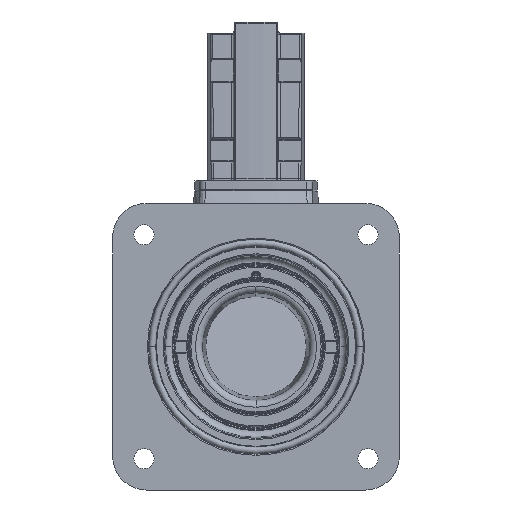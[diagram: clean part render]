
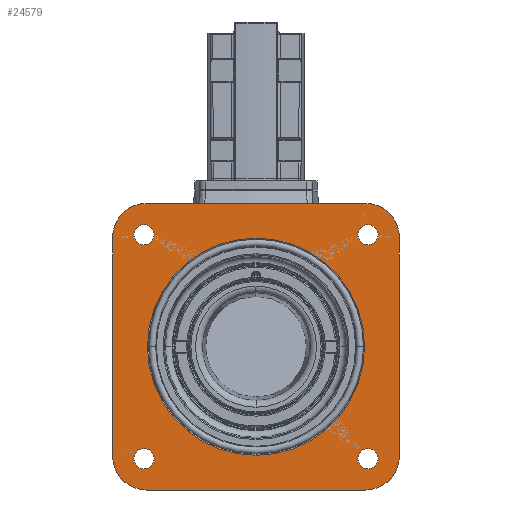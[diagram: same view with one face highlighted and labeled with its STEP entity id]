
A CAD part, front view. The second image highlights one B-rep face of the part: STEP entity #24579.
In plain terms, the highlighted planar face has unit normal (0, -1, 0).
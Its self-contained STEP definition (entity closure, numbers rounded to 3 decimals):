
#21967=CARTESIAN_POINT('',(-50.,0.,50.));
#21968=DIRECTION('',(0.,1.,0.));
#21969=DIRECTION('',(-1.,0.,0.));
#21970=AXIS2_PLACEMENT_3D('',#21967,#21968,#21969);
#21975=CARTESIAN_POINT('',(-50.,0.,50.));
#21976=DIRECTION('',(0.,1.,0.));
#21977=DIRECTION('',(1.,0.,0.));
#21978=AXIS2_PLACEMENT_3D('',#21975,#21976,#21977);
#21983=CARTESIAN_POINT('',(50.,0.,-50.));
#21984=DIRECTION('',(0.,1.,0.));
#21985=DIRECTION('',(-1.,0.,0.));
#21986=AXIS2_PLACEMENT_3D('',#21983,#21984,#21985);
#21991=CARTESIAN_POINT('',(50.,0.,-50.));
#21992=DIRECTION('',(0.,1.,0.));
#21993=DIRECTION('',(1.,0.,0.));
#21994=AXIS2_PLACEMENT_3D('',#21991,#21992,#21993);
#21999=CARTESIAN_POINT('',(-50.,0.,-50.));
#22000=DIRECTION('',(0.,1.,0.));
#22001=DIRECTION('',(-1.,0.,0.));
#22002=AXIS2_PLACEMENT_3D('',#21999,#22000,#22001);
#22007=CARTESIAN_POINT('',(-50.,0.,-50.));
#22008=DIRECTION('',(0.,1.,0.));
#22009=DIRECTION('',(1.,0.,0.));
#22010=AXIS2_PLACEMENT_3D('',#22007,#22008,#22009);
#22015=CARTESIAN_POINT('',(50.,0.,50.));
#22016=DIRECTION('',(0.,1.,0.));
#22017=DIRECTION('',(-1.,0.,0.));
#22018=AXIS2_PLACEMENT_3D('',#22015,#22016,#22017);
#22023=CARTESIAN_POINT('',(50.,0.,50.));
#22024=DIRECTION('',(0.,1.,0.));
#22025=DIRECTION('',(1.,0.,0.));
#22026=AXIS2_PLACEMENT_3D('',#22023,#22024,#22025);
#22031=CARTESIAN_POINT('',(-49.,0.,49.));
#22032=DIRECTION('',(0.,-1.,0.));
#22033=DIRECTION('',(0.,0.,1.));
#22034=AXIS2_PLACEMENT_3D('',#22031,#22032,#22033);
#22039=DIRECTION('',(1.,0.,0.));
#22040=VECTOR('',#22039,98.);
#22041=CARTESIAN_POINT('',(-49.,0.,64.));
#22042=LINE('',#22041,#22040);
#22046=CARTESIAN_POINT('',(49.,0.,49.));
#22047=DIRECTION('',(0.,-1.,0.));
#22048=DIRECTION('',(1.,0.,0.));
#22049=AXIS2_PLACEMENT_3D('',#22046,#22047,#22048);
#22054=DIRECTION('',(0.,0.,-1.));
#22055=VECTOR('',#22054,98.);
#22056=CARTESIAN_POINT('',(64.,0.,49.));
#22057=LINE('',#22056,#22055);
#22061=CARTESIAN_POINT('',(49.,0.,-49.));
#22062=DIRECTION('',(0.,-1.,0.));
#22063=DIRECTION('',(0.,0.,-1.));
#22064=AXIS2_PLACEMENT_3D('',#22061,#22062,#22063);
#22069=DIRECTION('',(-1.,0.,0.));
#22070=VECTOR('',#22069,98.);
#22071=CARTESIAN_POINT('',(49.,0.,-64.));
#22072=LINE('',#22071,#22070);
#22076=CARTESIAN_POINT('',(-49.,0.,-49.));
#22077=DIRECTION('',(0.,-1.,0.));
#22078=DIRECTION('',(-1.,0.,0.));
#22079=AXIS2_PLACEMENT_3D('',#22076,#22077,#22078);
#22084=DIRECTION('',(0.,0.,1.));
#22085=VECTOR('',#22084,98.);
#22086=CARTESIAN_POINT('',(-64.,0.,-49.));
#22087=LINE('',#22086,#22085);
#22107=CARTESIAN_POINT('',(0.,0.,0.));
#22108=DIRECTION('',(0.,1.,0.));
#22109=DIRECTION('',(-1.,0.,0.));
#22110=AXIS2_PLACEMENT_3D('',#22107,#22108,#22109);
#22115=CARTESIAN_POINT('',(0.,0.,0.));
#22116=DIRECTION('',(0.,1.,0.));
#22117=DIRECTION('',(1.,0.,0.));
#22118=AXIS2_PLACEMENT_3D('',#22115,#22116,#22117);
#24240=CARTESIAN_POINT('',(-54.5,0.,50.));
#24241=CARTESIAN_POINT('',(-45.5,0.,50.));
#24242=VERTEX_POINT('',#24240);
#24243=VERTEX_POINT('',#24241);
#24248=CARTESIAN_POINT('',(-49.,0.,64.));
#24249=CARTESIAN_POINT('',(-64.,0.,49.));
#24250=VERTEX_POINT('',#24248);
#24251=VERTEX_POINT('',#24249);
#24252=CARTESIAN_POINT('',(-64.,0.,-49.));
#24253=CARTESIAN_POINT('',(-49.,0.,-64.));
#24254=VERTEX_POINT('',#24252);
#24255=VERTEX_POINT('',#24253);
#24256=CARTESIAN_POINT('',(49.,0.,-64.));
#24257=CARTESIAN_POINT('',(64.,0.,-49.));
#24258=VERTEX_POINT('',#24256);
#24259=VERTEX_POINT('',#24257);
#24260=CARTESIAN_POINT('',(64.,0.,49.));
#24261=CARTESIAN_POINT('',(49.,0.,64.));
#24262=VERTEX_POINT('',#24260);
#24263=VERTEX_POINT('',#24261);
#24336=CARTESIAN_POINT('',(-48.5,0.,0.));
#24337=CARTESIAN_POINT('',(48.5,0.,0.));
#24338=VERTEX_POINT('',#24336);
#24339=VERTEX_POINT('',#24337);
#24378=CARTESIAN_POINT('',(-54.5,0.,-50.));
#24379=CARTESIAN_POINT('',(-45.5,0.,-50.));
#24380=VERTEX_POINT('',#24378);
#24381=VERTEX_POINT('',#24379);
#24394=CARTESIAN_POINT('',(45.5,0.,50.));
#24395=CARTESIAN_POINT('',(54.5,0.,50.));
#24396=VERTEX_POINT('',#24394);
#24397=VERTEX_POINT('',#24395);
#24410=CARTESIAN_POINT('',(45.5,0.,-50.));
#24411=CARTESIAN_POINT('',(54.5,0.,-50.));
#24412=VERTEX_POINT('',#24410);
#24413=VERTEX_POINT('',#24411);
#24526=CARTESIAN_POINT('',(0.,0.,0.));
#24527=DIRECTION('',(0.,1.,0.));
#24528=DIRECTION('',(1.,0.,0.));
#24529=AXIS2_PLACEMENT_3D('',#24526,#24527,#24528);
#24530=PLANE('',#24529);
#24532=ORIENTED_EDGE('',*,*,#24531,.F.);
#24534=ORIENTED_EDGE('',*,*,#24533,.T.);
#24536=ORIENTED_EDGE('',*,*,#24535,.F.);
#24538=ORIENTED_EDGE('',*,*,#24537,.T.);
#24540=ORIENTED_EDGE('',*,*,#24539,.F.);
#24542=ORIENTED_EDGE('',*,*,#24541,.T.);
#24544=ORIENTED_EDGE('',*,*,#24543,.F.);
#24546=ORIENTED_EDGE('',*,*,#24545,.T.);
#24547=EDGE_LOOP('',(#24532,#24534,#24536,#24538,#24540,#24542,#24544,#24546));
#24548=FACE_OUTER_BOUND('',#24547,.F.);
#24550=ORIENTED_EDGE('',*,*,#24549,.F.);
#24552=ORIENTED_EDGE('',*,*,#24551,.F.);
#24553=EDGE_LOOP('',(#24550,#24552));
#24554=FACE_BOUND('',#24553,.F.);
#24556=ORIENTED_EDGE('',*,*,#24555,.F.);
#24558=ORIENTED_EDGE('',*,*,#24557,.F.);
#24559=EDGE_LOOP('',(#24556,#24558));
#24560=FACE_BOUND('',#24559,.F.);
#24562=ORIENTED_EDGE('',*,*,#24561,.F.);
#24564=ORIENTED_EDGE('',*,*,#24563,.F.);
#24565=EDGE_LOOP('',(#24562,#24564));
#24566=FACE_BOUND('',#24565,.F.);
#24568=ORIENTED_EDGE('',*,*,#24567,.F.);
#24570=ORIENTED_EDGE('',*,*,#24569,.F.);
#24571=EDGE_LOOP('',(#24568,#24570));
#24572=FACE_BOUND('',#24571,.F.);
#24574=ORIENTED_EDGE('',*,*,#24573,.F.);
#24576=ORIENTED_EDGE('',*,*,#24575,.F.);
#24577=EDGE_LOOP('',(#24574,#24576));
#24578=FACE_BOUND('',#24577,.F.);
#21971=CIRCLE('',#21970,4.5);
#21979=CIRCLE('',#21978,4.5);
#21987=CIRCLE('',#21986,4.5);
#21995=CIRCLE('',#21994,4.5);
#22003=CIRCLE('',#22002,4.5);
#22011=CIRCLE('',#22010,4.5);
#22019=CIRCLE('',#22018,4.5);
#22027=CIRCLE('',#22026,4.5);
#22035=CIRCLE('',#22034,15.);
#22050=CIRCLE('',#22049,15.);
#22065=CIRCLE('',#22064,15.);
#22080=CIRCLE('',#22079,15.);
#22111=CIRCLE('',#22110,48.5);
#22119=CIRCLE('',#22118,48.5);
#24531=EDGE_CURVE('',#24250,#24251,#22035,.T.);
#24533=EDGE_CURVE('',#24250,#24263,#22042,.T.);
#24535=EDGE_CURVE('',#24262,#24263,#22050,.T.);
#24537=EDGE_CURVE('',#24262,#24259,#22057,.T.);
#24539=EDGE_CURVE('',#24258,#24259,#22065,.T.);
#24541=EDGE_CURVE('',#24258,#24255,#22072,.T.);
#24543=EDGE_CURVE('',#24254,#24255,#22080,.T.);
#24545=EDGE_CURVE('',#24254,#24251,#22087,.T.);
#24549=EDGE_CURVE('',#24242,#24243,#21971,.T.);
#24551=EDGE_CURVE('',#24243,#24242,#21979,.T.);
#24555=EDGE_CURVE('',#24412,#24413,#21987,.T.);
#24557=EDGE_CURVE('',#24413,#24412,#21995,.T.);
#24561=EDGE_CURVE('',#24380,#24381,#22003,.T.);
#24563=EDGE_CURVE('',#24381,#24380,#22011,.T.);
#24567=EDGE_CURVE('',#24396,#24397,#22019,.T.);
#24569=EDGE_CURVE('',#24397,#24396,#22027,.T.);
#24573=EDGE_CURVE('',#24338,#24339,#22111,.T.);
#24575=EDGE_CURVE('',#24339,#24338,#22119,.T.);
#24579=ADVANCED_FACE('',(#24548,#24554,#24560,#24566,#24572,#24578),#24530,.F.);
